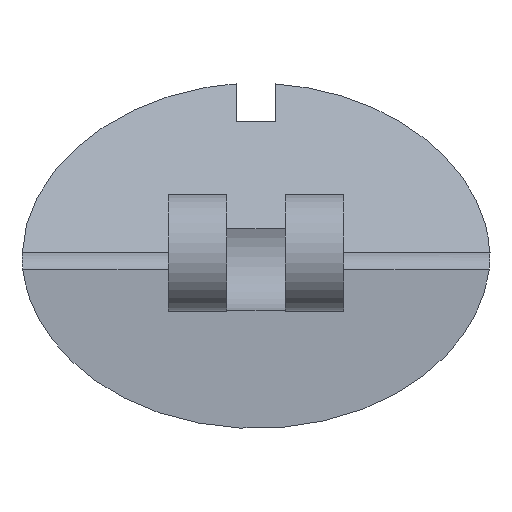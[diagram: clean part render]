
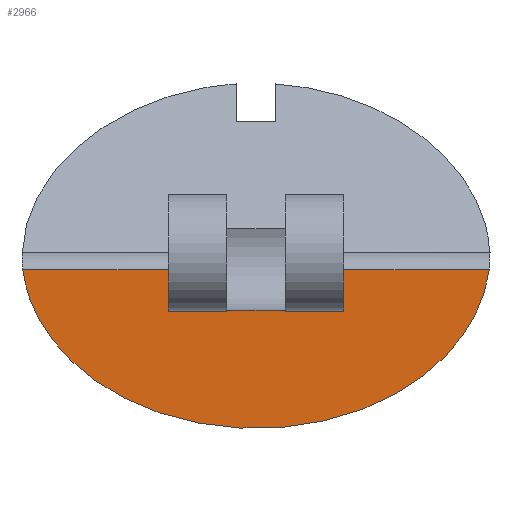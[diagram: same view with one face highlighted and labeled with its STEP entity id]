
A CAD part, front view. The second image highlights one B-rep face of the part: STEP entity #2966.
In plain terms, the highlighted planar face has unit normal (0, -1, 0).
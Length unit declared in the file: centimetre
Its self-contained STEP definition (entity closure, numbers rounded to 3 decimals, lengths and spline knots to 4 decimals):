
#26 = CARTESIAN_POINT ( 'NONE',  ( -1.2775, 0., -0.0866 ) ) ;
#79 = CARTESIAN_POINT ( 'NONE',  ( 1.1944, 0., -0.0866 ) ) ;
#163 = CARTESIAN_POINT ( 'NONE',  ( 0.15, 0., -0.2958 ) ) ;
#185 = EDGE_CURVE ( 'NONE', #2063, #780, #4278, .T. ) ;
#305 = ORIENTED_EDGE ( 'NONE', *, *, #824, .T. ) ;
#341 = LINE ( 'NONE', #3068, #4212 ) ;
#343 = CARTESIAN_POINT ( 'NONE',  ( -0.15, 0., -0.2958 ) ) ;
#376 = PLANE ( 'NONE',  #2574 ) ;
#479 = EDGE_CURVE ( 'NONE', #709, #651, #341, .T. ) ;
#490 = ORIENTED_EDGE ( 'NONE', *, *, #1601, .F. ) ;
#491 = CARTESIAN_POINT ( 'NONE',  ( -0.45, 0., -0.2958 ) ) ;
#514 = VERTEX_POINT ( 'NONE', #3912 ) ;
#523 = CARTESIAN_POINT ( 'NONE',  ( 0.15, 0., -0.2958 ) ) ;
#539 = EDGE_CURVE ( 'NONE', #3534, #780, #2542, .T. ) ;
#569 = LINE ( 'NONE', #1682, #2941 ) ;
#651 = VERTEX_POINT ( 'NONE', #2071 ) ;
#709 = VERTEX_POINT ( 'NONE', #523 ) ;
#741 = DIRECTION ( 'NONE',  ( 0., 1., 0. ) ) ;
#780 = VERTEX_POINT ( 'NONE', #491 ) ;
#798 = VECTOR ( 'NONE', #2825, 100. ) ;
#824 = EDGE_CURVE ( 'NONE', #1801, #514, #3678, .T. ) ;
#877 = CARTESIAN_POINT ( 'NONE',  ( -1.2775, 0., -0.0866 ) ) ;
#938 = VECTOR ( 'NONE', #3125, 100. ) ;
#1074 = CARTESIAN_POINT ( 'NONE',  ( 0., 0., 0. ) ) ;
#1117 =( BOUNDED_CURVE ( )  B_SPLINE_CURVE ( 3, ( #3716, #1982, #2989, #3994 ),
 .UNSPECIFIED., .F., .T. ) 
 B_SPLINE_CURVE_WITH_KNOTS ( ( 4, 4 ),
 ( 0.0964, 3.0452 ),
 .UNSPECIFIED. ) 
 CURVE ( )  GEOMETRIC_REPRESENTATION_ITEM ( )  RATIONAL_B_SPLINE_CURVE ( ( 1., 0.397, 0.397, 1. ) ) 
 REPRESENTATION_ITEM ( '' )  );
#1246 = DIRECTION ( 'NONE',  ( 0., 0., -1. ) ) ;
#1258 = CARTESIAN_POINT ( 'NONE',  ( -1.1944, 0., -0.0866 ) ) ;
#1302 = FACE_OUTER_BOUND ( 'NONE', #1480, .T. ) ;
#1397 = ORIENTED_EDGE ( 'NONE', *, *, #3619, .F. ) ;
#1480 = EDGE_LOOP ( 'NONE', ( #2669, #305, #490, #1662, #1397, #4105, #1713, #3122 ) ) ;
#1601 = EDGE_CURVE ( 'NONE', #651, #514, #569, .T. ) ;
#1634 = CARTESIAN_POINT ( 'NONE',  ( -0.45, 0., 0. ) ) ;
#1662 = ORIENTED_EDGE ( 'NONE', *, *, #479, .F. ) ;
#1682 = CARTESIAN_POINT ( 'NONE',  ( 0.45, 0., 0. ) ) ;
#1713 = ORIENTED_EDGE ( 'NONE', *, *, #185, .F. ) ;
#1801 = VERTEX_POINT ( 'NONE', #79 ) ;
#1982 = CARTESIAN_POINT ( 'NONE',  ( 1.0017, 0., -1.5821 ) ) ;
#2063 = VERTEX_POINT ( 'NONE', #2870 ) ;
#2071 = CARTESIAN_POINT ( 'NONE',  ( 0.45, 0., -0.2958 ) ) ;
#2096 = DIRECTION ( 'NONE',  ( 0., 0., 1. ) ) ;
#2389 = DIRECTION ( 'NONE',  ( -1., 0., 0. ) ) ;
#2422 = DIRECTION ( 'NONE',  ( 1., 0., 0. ) ) ;
#2513 = VECTOR ( 'NONE', #2389, 100. ) ;
#2542 = LINE ( 'NONE', #2745, #938 ) ;
#2574 = AXIS2_PLACEMENT_3D ( 'NONE', #1074, #741, #2096 ) ;
#2669 = ORIENTED_EDGE ( 'NONE', *, *, #2780, .F. ) ;
#2695 = EDGE_CURVE ( 'NONE', #2063, #3694, #3197, .T. ) ;
#2745 = CARTESIAN_POINT ( 'NONE',  ( -0.45, 0., -0.2958 ) ) ;
#2780 = EDGE_CURVE ( 'NONE', #1801, #3694, #1117, .T. ) ;
#2825 = DIRECTION ( 'NONE',  ( -1., 0., 0. ) ) ;
#2870 = CARTESIAN_POINT ( 'NONE',  ( -0.45, 0., -0.0866 ) ) ;
#2941 = VECTOR ( 'NONE', #3004, 100. ) ;
#2966 = ADVANCED_FACE ( 'NONE', ( #1302 ), #376, .F. ) ;
#2989 = CARTESIAN_POINT ( 'NONE',  ( -1.0017, 0., -1.5821 ) ) ;
#3004 = DIRECTION ( 'NONE',  ( 0., 0., 1. ) ) ;
#3068 = CARTESIAN_POINT ( 'NONE',  ( 0.45, 0., -0.2958 ) ) ;
#3122 = ORIENTED_EDGE ( 'NONE', *, *, #2695, .T. ) ;
#3125 = DIRECTION ( 'NONE',  ( -1., 0., 0. ) ) ;
#3197 = LINE ( 'NONE', #877, #798 ) ;
#3225 = VECTOR ( 'NONE', #1246, 100. ) ;
#3272 = DIRECTION ( 'NONE',  ( 1., 0., 0. ) ) ;
#3534 = VERTEX_POINT ( 'NONE', #343 ) ;
#3619 = EDGE_CURVE ( 'NONE', #3534, #709, #4250, .T. ) ;
#3678 = LINE ( 'NONE', #26, #2513 ) ;
#3694 = VERTEX_POINT ( 'NONE', #1258 ) ;
#3716 = CARTESIAN_POINT ( 'NONE',  ( 1.1944, 0., -0.0866 ) ) ;
#3912 = CARTESIAN_POINT ( 'NONE',  ( 0.45, 0., -0.0866 ) ) ;
#3994 = CARTESIAN_POINT ( 'NONE',  ( -1.1944, 0., -0.0866 ) ) ;
#4105 = ORIENTED_EDGE ( 'NONE', *, *, #539, .T. ) ;
#4212 = VECTOR ( 'NONE', #2422, 100. ) ;
#4250 = LINE ( 'NONE', #163, #4319 ) ;
#4278 = LINE ( 'NONE', #1634, #3225 ) ;
#4319 = VECTOR ( 'NONE', #3272, 100. ) ;
